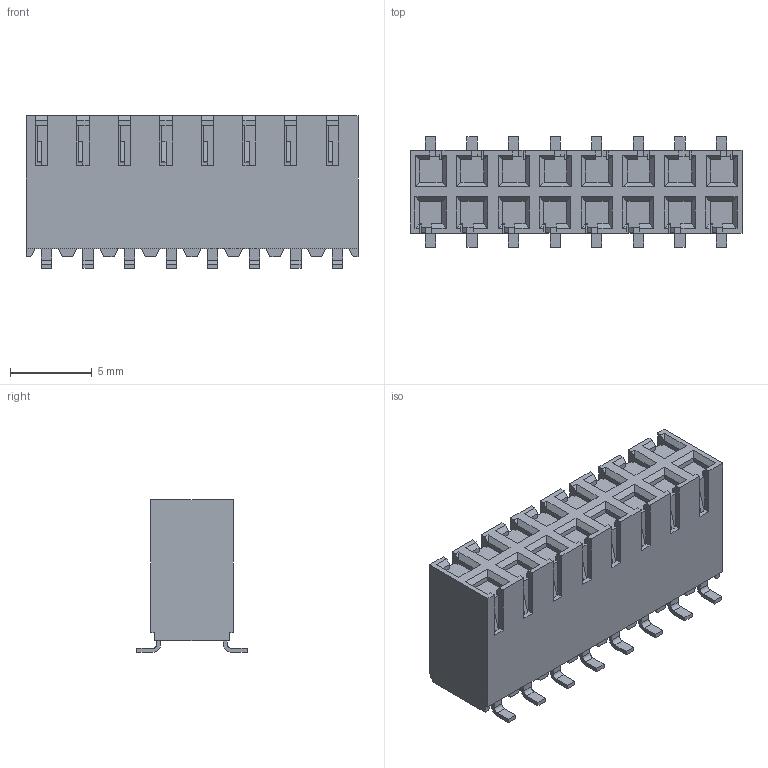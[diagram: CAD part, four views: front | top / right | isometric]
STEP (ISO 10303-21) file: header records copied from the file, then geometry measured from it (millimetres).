
FILE_DESCRIPTION((''),'2;1');
FILE_NAME('015453116','2016-12-06T',('ksrinivasara'),(''),'PRO/ENGINEER BY PARAMETRIC TECHNOLOGY CORPORATION, 2012310','PRO/ENGINEER BY PARAMETRIC TECHNOLOGY CORPORATION, 2012310','');
FILE_SCHEMA(('CONFIG_CONTROL_DESIGN'));
Length unit declared in the file: inch
Products named in the file (1): 015453116
Bounding box: 20.29 x 6.76 x 9.35 mm (x, y, z)
Volume: 817.7 mm3; surface area: 816.3 mm2
Topology: 1 solids, 1 shells, 529 faces, 1496 edges, 992 vertices
Faces by surface type: plane 489, cylinder 32, bspline 8
Entity records: 16839 total; most frequent: CARTESIAN_POINT 3138, ORIENTED_EDGE 2864, DIRECTION 2604, VECTOR 1432, LINE 1432, EDGE_CURVE 1432, VERTEX_POINT 928, AXIS2_PLACEMENT_3D 586
